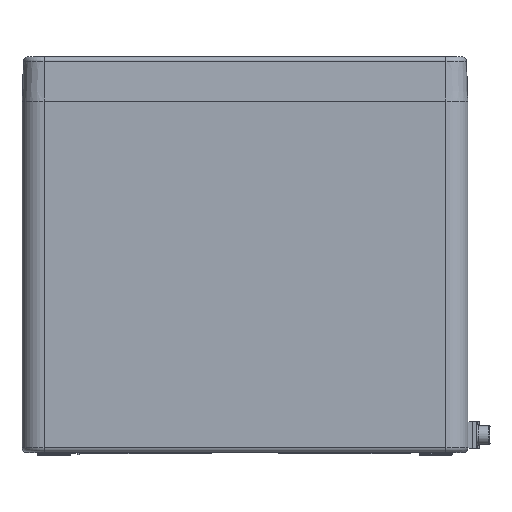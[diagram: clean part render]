
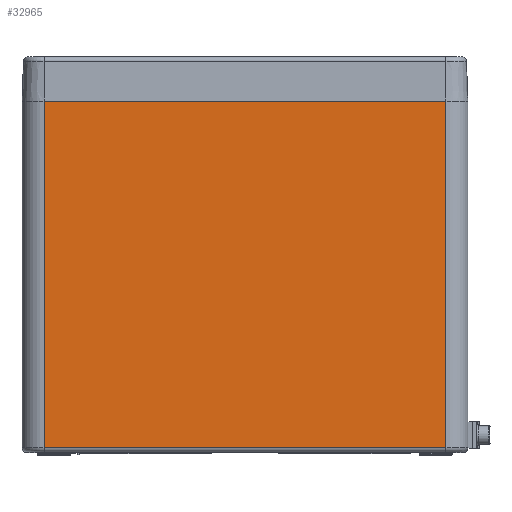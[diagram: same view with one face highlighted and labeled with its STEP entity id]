
A CAD part, top view. The second image highlights one B-rep face of the part: STEP entity #32965.
In plain terms, the highlighted planar face has unit normal (0, 0, 1).
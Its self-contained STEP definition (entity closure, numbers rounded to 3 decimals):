
#2779=PLANE('',#35937);
#3758=LINE('',#58400,#5623);
#3781=LINE('',#58456,#5646);
#3782=LINE('',#58458,#5647);
#3783=LINE('',#58459,#5648);
#5623=VECTOR('',#41528,1000.);
#5646=VECTOR('',#41575,1000.);
#5647=VECTOR('',#41576,1000.);
#5648=VECTOR('',#41577,1000.);
#8364=FACE_OUTER_BOUND('',#10876,.T.);
#10876=EDGE_LOOP('',(#24965,#24966,#24967,#24968));
#15510=VERTEX_POINT('',#58397);
#15511=VERTEX_POINT('',#58399);
#15532=VERTEX_POINT('',#58455);
#15533=VERTEX_POINT('',#58457);
#18854=EDGE_CURVE('',#15510,#15511,#3758,.T.);
#18885=EDGE_CURVE('',#15510,#15532,#3781,.T.);
#18886=EDGE_CURVE('',#15532,#15533,#3782,.T.);
#18887=EDGE_CURVE('',#15533,#15511,#3783,.T.);
#24965=ORIENTED_EDGE('',*,*,#18885,.T.);
#24966=ORIENTED_EDGE('',*,*,#18886,.T.);
#24967=ORIENTED_EDGE('',*,*,#18887,.T.);
#24968=ORIENTED_EDGE('',*,*,#18854,.F.);
#32965=ADVANCED_FACE('',(#8364),#2779,.T.);
#35937=AXIS2_PLACEMENT_3D('',#58454,#41573,#41574);
#41528=DIRECTION('',(1.,0.,0.));
#41573=DIRECTION('center_axis',(0.,0.,1.));
#41574=DIRECTION('ref_axis',(1.,0.,0.));
#41575=DIRECTION('',(0.,-1.,0.));
#41576=DIRECTION('',(1.,0.,0.));
#41577=DIRECTION('',(0.,1.,0.));
#58397=CARTESIAN_POINT('',(-91.,0.,116.));
#58399=CARTESIAN_POINT('',(91.,0.,116.));
#58400=CARTESIAN_POINT('',(-101.,0.,116.));
#58454=CARTESIAN_POINT('Origin',(-101.,-159.,116.));
#58455=CARTESIAN_POINT('',(-91.,-157.,116.));
#58456=CARTESIAN_POINT('',(-91.,-159.,116.));
#58457=CARTESIAN_POINT('',(91.,-157.,116.));
#58458=CARTESIAN_POINT('',(91.,-157.,116.));
#58459=CARTESIAN_POINT('',(91.,-159.,116.));
